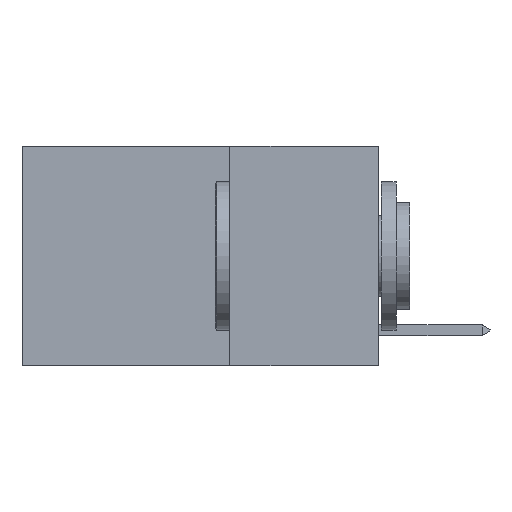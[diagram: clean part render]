
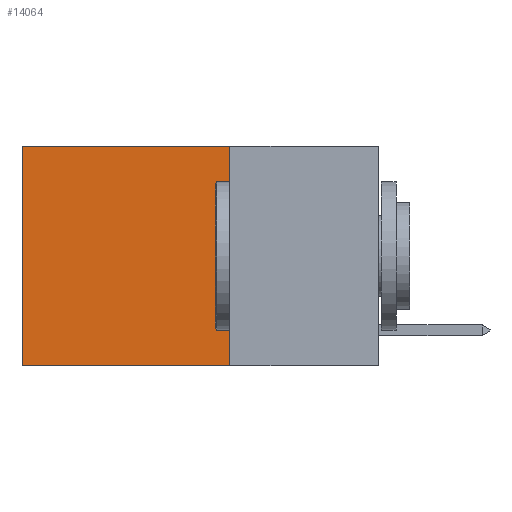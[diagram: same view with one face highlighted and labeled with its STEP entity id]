
A CAD part, left-side view. The second image highlights one B-rep face of the part: STEP entity #14064.
In plain terms, the highlighted planar face has unit normal (-1, 0, 0).
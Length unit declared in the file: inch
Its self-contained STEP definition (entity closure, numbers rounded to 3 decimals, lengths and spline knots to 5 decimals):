
#1037 = CARTESIAN_POINT ( 'NONE',  ( 0.2625, 0.25, -0.37 ) ) ;
#1451 = AXIS2_PLACEMENT_3D ( 'NONE', #11714, #7573, #16822 ) ;
#2236 = ORIENTED_EDGE ( 'NONE', *, *, #13712, .T. ) ;
#2644 = EDGE_CURVE ( 'NONE', #3220, #7487, #10810, .T. ) ;
#3220 = VERTEX_POINT ( 'NONE', #1037 ) ;
#3610 = FACE_OUTER_BOUND ( 'NONE', #13659, .T. ) ;
#4501 = VERTEX_POINT ( 'NONE', #10528 ) ;
#4749 = CARTESIAN_POINT ( 'NONE',  ( 0.2625, 0.6, 0. ) ) ;
#5007 = CARTESIAN_POINT ( 'NONE',  ( 0.2625, 0.25, 0. ) ) ;
#5096 = LINE ( 'NONE', #5007, #10794 ) ;
#6223 = LINE ( 'NONE', #4749, #8638 ) ;
#6851 = VERTEX_POINT ( 'NONE', #16165 ) ;
#7028 = DIRECTION ( 'NONE',  ( 0., 1., 0. ) ) ;
#7487 = VERTEX_POINT ( 'NONE', #15771 ) ;
#7573 = DIRECTION ( 'NONE',  ( 1., 0., 0. ) ) ;
#8411 = ORIENTED_EDGE ( 'NONE', *, *, #2644, .F. ) ;
#8638 = VECTOR ( 'NONE', #8639, 39.37008 ) ;
#8639 = DIRECTION ( 'NONE',  ( 0., 0., -1. ) ) ;
#9334 = LINE ( 'NONE', #14611, #9626 ) ;
#9616 = CARTESIAN_POINT ( 'NONE',  ( 0.2625, 0.25, -0.37 ) ) ;
#9626 = VECTOR ( 'NONE', #15380, 39.37008 ) ;
#10297 = EDGE_CURVE ( 'NONE', #4501, #3220, #9334, .T. ) ;
#10359 = DIRECTION ( 'NONE',  ( 0., 1., 0. ) ) ;
#10528 = CARTESIAN_POINT ( 'NONE',  ( 0.2625, 0.25, 0. ) ) ;
#10794 = VECTOR ( 'NONE', #10359, 39.37008 ) ;
#10810 = LINE ( 'NONE', #9616, #15622 ) ;
#11714 = CARTESIAN_POINT ( 'NONE',  ( 0.2625, 0.25, 0. ) ) ;
#13659 = EDGE_LOOP ( 'NONE', ( #16634, #8411, #14378, #2236 ) ) ;
#13712 = EDGE_CURVE ( 'NONE', #4501, #6851, #5096, .T. ) ;
#14064 = ADVANCED_FACE ( 'NONE', ( #3610 ), #14394, .F. ) ;
#14378 = ORIENTED_EDGE ( 'NONE', *, *, #10297, .F. ) ;
#14394 = PLANE ( 'NONE',  #1451 ) ;
#14611 = CARTESIAN_POINT ( 'NONE',  ( 0.2625, 0.25, 0. ) ) ;
#15380 = DIRECTION ( 'NONE',  ( 0., 0., -1. ) ) ;
#15461 = EDGE_CURVE ( 'NONE', #6851, #7487, #6223, .T. ) ;
#15622 = VECTOR ( 'NONE', #7028, 39.37008 ) ;
#15771 = CARTESIAN_POINT ( 'NONE',  ( 0.2625, 0.6, -0.37 ) ) ;
#16165 = CARTESIAN_POINT ( 'NONE',  ( 0.2625, 0.6, 0. ) ) ;
#16634 = ORIENTED_EDGE ( 'NONE', *, *, #15461, .T. ) ;
#16822 = DIRECTION ( 'NONE',  ( 0., 0., -1. ) ) ;
